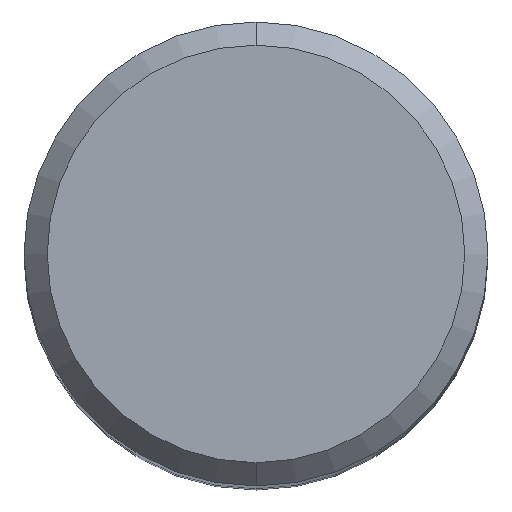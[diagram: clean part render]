
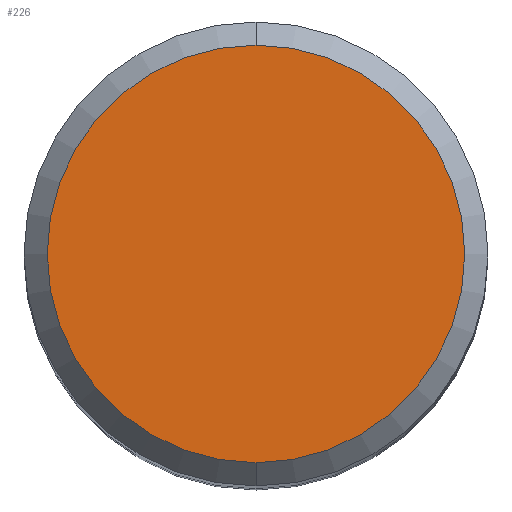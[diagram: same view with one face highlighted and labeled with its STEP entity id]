
A CAD part, top view. The second image highlights one B-rep face of the part: STEP entity #226.
In plain terms, the highlighted planar face has unit normal (0, 0, 1).
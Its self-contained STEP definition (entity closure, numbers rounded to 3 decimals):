
#226=ADVANCED_FACE('',(#498),#499,.T.);
#270=EDGE_CURVE('',#388,#284,#548,.T.);
#284=VERTEX_POINT('',#563);
#338=EDGE_CURVE('',#284,#388,#622,.T.);
#388=VERTEX_POINT('',#677);
#498=FACE_OUTER_BOUND('',#987,.T.);
#499=PLANE('',#988);
#548=CIRCLE('',#1069,9.0);
#563=CARTESIAN_POINT('',(0.0,9.0,0.0));
#622=CIRCLE('',#1323,9.0);
#677=CARTESIAN_POINT('',(0.,-9.0,0.0));
#987=EDGE_LOOP('',(#1518,#1519));
#988=AXIS2_PLACEMENT_3D('',#1520,#1521,#1522);
#1069=AXIS2_PLACEMENT_3D('',#1579,#1580,#1581);
#1323=AXIS2_PLACEMENT_3D('',#1656,#1657,#1658);
#1518=ORIENTED_EDGE('',*,*,#338,.F.);
#1519=ORIENTED_EDGE('',*,*,#270,.F.);
#1520=CARTESIAN_POINT('',(0.0,4.5,0.0));
#1521=DIRECTION('',(-0.0,0.0,1.0));
#1522=DIRECTION('',(0.0,-1.0,0.0));
#1579=CARTESIAN_POINT('',(0.0,0.0,0.0));
#1580=DIRECTION('',(0.0,0.0,-1.0));
#1581=DIRECTION('',(0.0,1.0,0.0));
#1656=CARTESIAN_POINT('',(0.0,0.0,0.0));
#1657=DIRECTION('',(0.0,0.0,-1.0));
#1658=DIRECTION('',(0.0,1.0,0.0));
